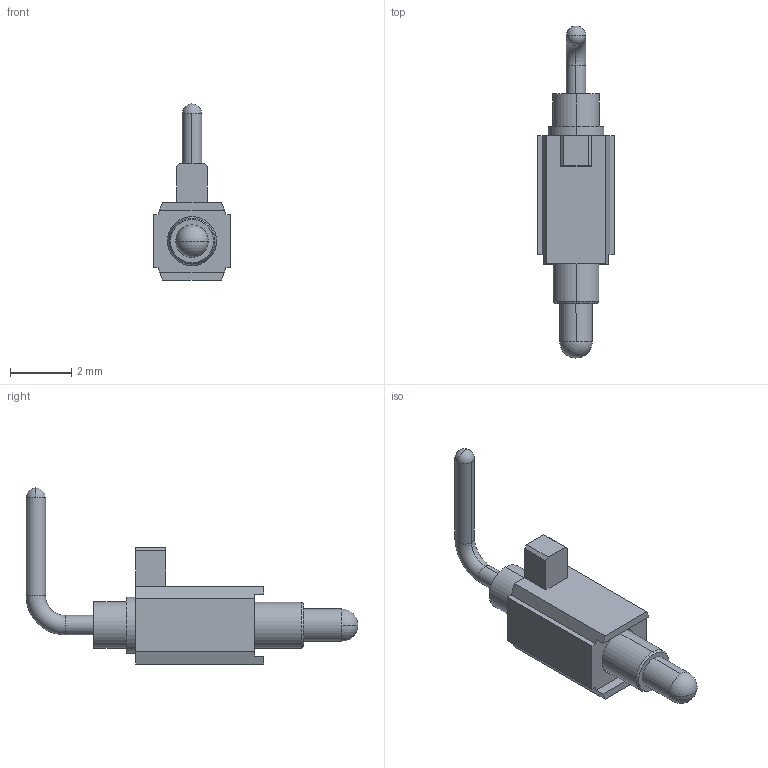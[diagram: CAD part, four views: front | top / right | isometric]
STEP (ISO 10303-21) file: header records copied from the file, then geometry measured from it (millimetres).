
FILE_DESCRIPTION (( 'STEP AP214' ), '1' );
FILE_NAME ('mill-max-829-22-001-20-001101.step', '2020-03-10T06:04:58', ( '' ), ( '' ), 'SwSTEP 2.0', 'SolidWorks 2019', '' );
FILE_SCHEMA (( 'AUTOMOTIVE_DESIGN' ));
Length unit declared in the file: inch
Products named in the file (3): mill-max-829-22-001-20-001101_0929_default; mill-max-829-22-001-20-001101_P8XX-11-013-30-000000_P801-11-013-30-000000; mill-max-829-22-001-20-001101
Assembly tree (2 placements, depth 2):
  mill-max-829-22-001-20-001101
    mill-max-829-22-001-20-001101_P8XX-11-013-30-000000_P801-11-013-30-000000
    mill-max-829-22-001-20-001101_0929_default
Bounding box: 2.54 x 10.85 x 5.75 mm (x, y, z)
Volume: 33.2 mm3; surface area: 129.4 mm2
Topology: 2 solids, 2 shells, 58 faces, 142 edges, 90 vertices
Faces by surface type: plane 30, cylinder 18, sphere 4, cone 4, torus 2
Entity records: 1812 total; most frequent: DIRECTION 314, CARTESIAN_POINT 291, ORIENTED_EDGE 276, EDGE_CURVE 138, AXIS2_PLACEMENT_3D 113, VERTEX_POINT 90, VECTOR 88, LINE 88
